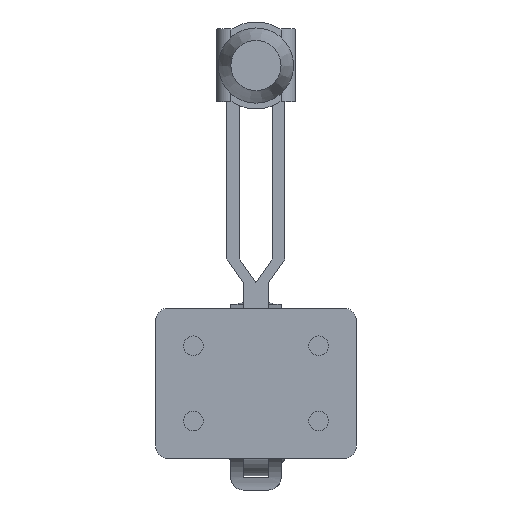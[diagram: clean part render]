
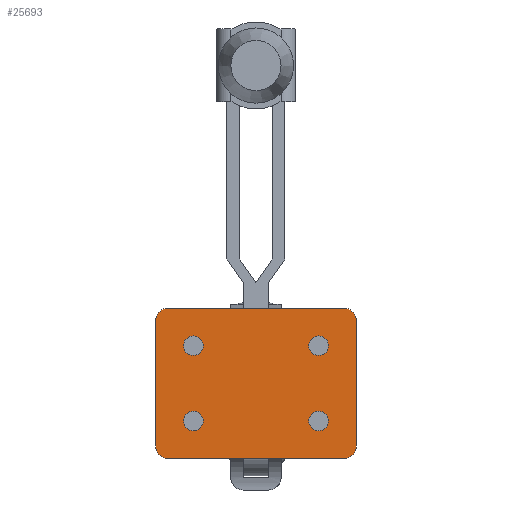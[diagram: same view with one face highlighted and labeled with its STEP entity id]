
A CAD part, front view. The second image highlights one B-rep face of the part: STEP entity #25693.
In plain terms, the highlighted face is planar.
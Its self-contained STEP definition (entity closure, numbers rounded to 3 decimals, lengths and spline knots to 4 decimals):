
#1933=FACE_BOUND('',#5226,.T.);
#1934=FACE_BOUND('',#5227,.T.);
#1935=FACE_BOUND('',#5228,.T.);
#1936=FACE_BOUND('',#5229,.T.);
#2272=CIRCLE('',#26937,0.125);
#2281=CIRCLE('',#26949,0.125);
#2282=CIRCLE('',#26952,0.125);
#2283=CIRCLE('',#26955,0.125);
#2286=CIRCLE('',#26961,0.098);
#2289=CIRCLE('',#26966,0.098);
#2292=CIRCLE('',#26971,0.098);
#2295=CIRCLE('',#26976,0.098);
#3733=FACE_OUTER_BOUND('',#5225,.T.);
#5225=EDGE_LOOP('',(#22610,#22611,#22612,#22613,#22614,#22615,#22616,#22617));
#5226=EDGE_LOOP('',(#22618));
#5227=EDGE_LOOP('',(#22619));
#5228=EDGE_LOOP('',(#22620));
#5229=EDGE_LOOP('',(#22621));
#6663=LINE('',#48396,#8819);
#6777=LINE('',#49391,#8933);
#6916=LINE('',#50291,#9072);
#6918=LINE('',#50300,#9074);
#8819=VECTOR('',#30474,0.3937);
#8933=VECTOR('',#30650,0.3937);
#9072=VECTOR('',#30821,0.3937);
#9074=VECTOR('',#30835,0.3937);
#11157=VERTEX_POINT('',#48390);
#11159=VERTEX_POINT('',#48394);
#11285=VERTEX_POINT('',#49385);
#11287=VERTEX_POINT('',#49389);
#11288=VERTEX_POINT('',#49394);
#11549=VERTEX_POINT('',#50285);
#11550=VERTEX_POINT('',#50289);
#11551=VERTEX_POINT('',#50296);
#11554=VERTEX_POINT('',#50308);
#11557=VERTEX_POINT('',#50318);
#11560=VERTEX_POINT('',#50328);
#11563=VERTEX_POINT('',#50338);
#14357=EDGE_CURVE('',#11159,#11157,#6663,.T.);
#14547=EDGE_CURVE('',#11287,#11285,#6777,.T.);
#14548=EDGE_CURVE('',#11285,#11288,#2272,.T.);
#14812=EDGE_CURVE('',#11549,#11287,#2281,.T.);
#14815=EDGE_CURVE('',#11550,#11549,#6916,.T.);
#14816=EDGE_CURVE('',#11157,#11550,#2282,.T.);
#14817=EDGE_CURVE('',#11551,#11159,#2283,.T.);
#14819=EDGE_CURVE('',#11288,#11551,#6918,.T.);
#14824=EDGE_CURVE('',#11554,#11554,#2286,.T.);
#14829=EDGE_CURVE('',#11557,#11557,#2289,.T.);
#14834=EDGE_CURVE('',#11560,#11560,#2292,.T.);
#14839=EDGE_CURVE('',#11563,#11563,#2295,.T.);
#22610=ORIENTED_EDGE('',*,*,#14548,.F.);
#22611=ORIENTED_EDGE('',*,*,#14547,.F.);
#22612=ORIENTED_EDGE('',*,*,#14812,.F.);
#22613=ORIENTED_EDGE('',*,*,#14815,.F.);
#22614=ORIENTED_EDGE('',*,*,#14816,.F.);
#22615=ORIENTED_EDGE('',*,*,#14357,.F.);
#22616=ORIENTED_EDGE('',*,*,#14817,.F.);
#22617=ORIENTED_EDGE('',*,*,#14819,.F.);
#22618=ORIENTED_EDGE('',*,*,#14834,.T.);
#22619=ORIENTED_EDGE('',*,*,#14824,.T.);
#22620=ORIENTED_EDGE('',*,*,#14829,.T.);
#22621=ORIENTED_EDGE('',*,*,#14839,.T.);
#23284=PLANE('',#27160);
#25693=ADVANCED_FACE('',(#3733,#1933,#1934,#1935,#1936),#23284,.F.);
#26937=AXIS2_PLACEMENT_3D('',#49395,#30655,#30656);
#26949=AXIS2_PLACEMENT_3D('',#50286,#30815,#30816);
#26952=AXIS2_PLACEMENT_3D('',#50293,#30824,#30825);
#26955=AXIS2_PLACEMENT_3D('',#50297,#30830,#30831);
#26961=AXIS2_PLACEMENT_3D('',#50310,#30846,#30847);
#26966=AXIS2_PLACEMENT_3D('',#50320,#30858,#30859);
#26971=AXIS2_PLACEMENT_3D('',#50330,#30870,#30871);
#26976=AXIS2_PLACEMENT_3D('',#50340,#30882,#30883);
#27160=AXIS2_PLACEMENT_3D('',#53673,#31710,#31711);
#30474=DIRECTION('',(0.,1.,0.));
#30650=DIRECTION('',(0.,-1.,0.));
#30655=DIRECTION('center_axis',(0.,0.,1.));
#30656=DIRECTION('ref_axis',(-0.707,-0.707,0.));
#30815=DIRECTION('center_axis',(0.,0.,1.));
#30816=DIRECTION('ref_axis',(-0.707,0.707,0.));
#30821=DIRECTION('',(-1.,0.,0.));
#30824=DIRECTION('center_axis',(0.,0.,1.));
#30825=DIRECTION('ref_axis',(0.707,0.707,0.));
#30830=DIRECTION('center_axis',(0.,0.,1.));
#30831=DIRECTION('ref_axis',(0.707,-0.707,0.));
#30835=DIRECTION('',(1.,0.,0.));
#30846=DIRECTION('center_axis',(0.,0.,1.));
#30847=DIRECTION('ref_axis',(1.,0.,0.));
#30858=DIRECTION('center_axis',(0.,0.,1.));
#30859=DIRECTION('ref_axis',(1.,0.,0.));
#30870=DIRECTION('center_axis',(0.,0.,1.));
#30871=DIRECTION('ref_axis',(1.,0.,0.));
#30882=DIRECTION('center_axis',(0.,0.,1.));
#30883=DIRECTION('ref_axis',(1.,0.,0.));
#31710=DIRECTION('center_axis',(0.,0.,1.));
#31711=DIRECTION('ref_axis',(1.,0.,0.));
#48390=CARTESIAN_POINT('',(0.75,0.875,-0.37));
#48394=CARTESIAN_POINT('',(0.75,-0.875,-0.37));
#48396=CARTESIAN_POINT('',(0.75,-1.,-0.37));
#49385=CARTESIAN_POINT('',(-0.75,-0.875,-0.37));
#49389=CARTESIAN_POINT('',(-0.75,0.875,-0.37));
#49391=CARTESIAN_POINT('',(-0.75,1.,-0.37));
#49394=CARTESIAN_POINT('',(-0.625,-1.,-0.37));
#49395=CARTESIAN_POINT('Origin',(-0.625,-0.875,-0.37));
#50285=CARTESIAN_POINT('',(-0.625,1.,-0.37));
#50286=CARTESIAN_POINT('Origin',(-0.625,0.875,-0.37));
#50289=CARTESIAN_POINT('',(0.625,1.,-0.37));
#50291=CARTESIAN_POINT('',(0.75,1.,-0.37));
#50293=CARTESIAN_POINT('Origin',(0.625,0.875,-0.37));
#50296=CARTESIAN_POINT('',(0.625,-1.,-0.37));
#50297=CARTESIAN_POINT('Origin',(0.625,-0.875,-0.37));
#50300=CARTESIAN_POINT('',(-0.75,-1.,-0.37));
#50308=CARTESIAN_POINT('',(0.277,-0.625,-0.37));
#50310=CARTESIAN_POINT('Origin',(0.375,-0.625,-0.37));
#50318=CARTESIAN_POINT('',(0.277,0.625,-0.37));
#50320=CARTESIAN_POINT('Origin',(0.375,0.625,-0.37));
#50328=CARTESIAN_POINT('',(-0.473,0.625,-0.37));
#50330=CARTESIAN_POINT('Origin',(-0.375,0.625,-0.37));
#50338=CARTESIAN_POINT('',(-0.473,-0.625,-0.37));
#50340=CARTESIAN_POINT('Origin',(-0.375,-0.625,-0.37));
#53673=CARTESIAN_POINT('Origin',(0.,0.,
-0.37));
